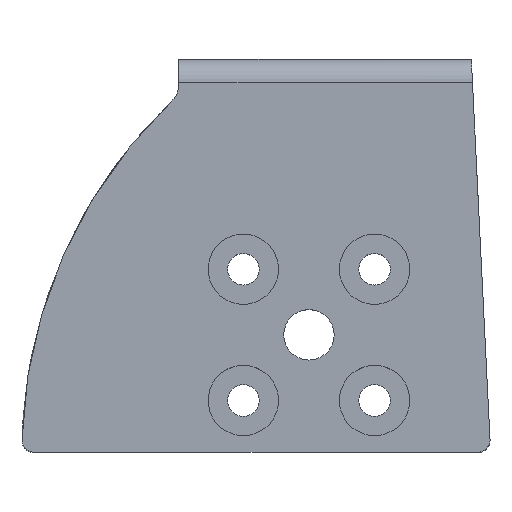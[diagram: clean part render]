
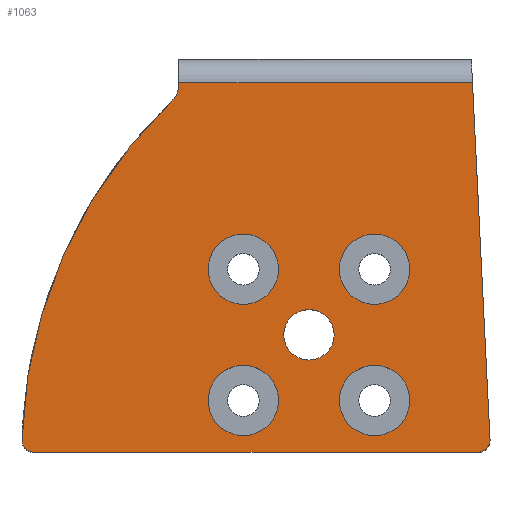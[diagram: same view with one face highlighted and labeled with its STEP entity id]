
A CAD part, top view. The second image highlights one B-rep face of the part: STEP entity #1063.
In plain terms, the highlighted planar face has unit normal (0, 0, 1).
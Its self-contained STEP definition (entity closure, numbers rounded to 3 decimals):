
#49=FACE_BOUND('',#199,.T.);
#50=FACE_BOUND('',#200,.T.);
#51=FACE_BOUND('',#201,.T.);
#52=FACE_BOUND('',#202,.T.);
#53=FACE_BOUND('',#203,.T.);
#68=PLANE('',#1192);
#121=FACE_OUTER_BOUND('',#198,.T.);
#198=EDGE_LOOP('',(#943,#944,#945,#946,#947,#948,#949,#950));
#199=EDGE_LOOP('',(#951));
#200=EDGE_LOOP('',(#952));
#201=EDGE_LOOP('',(#953));
#202=EDGE_LOOP('',(#954));
#203=EDGE_LOOP('',(#955));
#239=CIRCLE('',#1131,2.);
#247=CIRCLE('',#1144,41.411);
#248=CIRCLE('',#1152,1.);
#249=CIRCLE('',#1156,1.);
#253=CIRCLE('',#1173,3.);
#256=CIRCLE('',#1178,3.);
#259=CIRCLE('',#1183,3.);
#262=CIRCLE('',#1188,3.);
#265=CIRCLE('',#1193,2.15);
#299=LINE('',#1773,#365);
#306=LINE('',#1863,#372);
#308=LINE('',#1868,#374);
#326=LINE('',#2104,#392);
#365=VECTOR('',#1341,10.);
#372=VECTOR('',#1368,10.);
#374=VECTOR('',#1374,10.);
#392=VECTOR('',#1480,10.);
#474=VERTEX_POINT('',#1663);
#475=VERTEX_POINT('',#1665);
#479=VERTEX_POINT('',#1772);
#486=VERTEX_POINT('',#1855);
#487=VERTEX_POINT('',#1859);
#489=VERTEX_POINT('',#1867);
#500=VERTEX_POINT('',#1916);
#504=VERTEX_POINT('',#1943);
#508=VERTEX_POINT('',#2068);
#511=VERTEX_POINT('',#2077);
#514=VERTEX_POINT('',#2086);
#517=VERTEX_POINT('',#2095);
#520=VERTEX_POINT('',#2105);
#588=EDGE_CURVE('',#474,#475,#239,.T.);
#597=EDGE_CURVE('',#475,#479,#299,.T.);
#611=EDGE_CURVE('',#486,#474,#247,.T.);
#614=EDGE_CURVE('',#479,#487,#306,.T.);
#616=EDGE_CURVE('',#489,#487,#308,.T.);
#628=EDGE_CURVE('',#489,#500,#248,.T.);
#636=EDGE_CURVE('',#504,#486,#249,.T.);
#651=EDGE_CURVE('',#508,#508,#253,.T.);
#655=EDGE_CURVE('',#511,#511,#256,.T.);
#659=EDGE_CURVE('',#514,#514,#259,.T.);
#663=EDGE_CURVE('',#517,#517,#262,.T.);
#667=EDGE_CURVE('',#504,#500,#326,.T.);
#668=EDGE_CURVE('',#520,#520,#265,.T.);
#943=ORIENTED_EDGE('',*,*,#614,.F.);
#944=ORIENTED_EDGE('',*,*,#597,.F.);
#945=ORIENTED_EDGE('',*,*,#588,.F.);
#946=ORIENTED_EDGE('',*,*,#611,.F.);
#947=ORIENTED_EDGE('',*,*,#636,.F.);
#948=ORIENTED_EDGE('',*,*,#667,.T.);
#949=ORIENTED_EDGE('',*,*,#628,.F.);
#950=ORIENTED_EDGE('',*,*,#616,.T.);
#951=ORIENTED_EDGE('',*,*,#651,.T.);
#952=ORIENTED_EDGE('',*,*,#655,.T.);
#953=ORIENTED_EDGE('',*,*,#659,.T.);
#954=ORIENTED_EDGE('',*,*,#663,.T.);
#955=ORIENTED_EDGE('',*,*,#668,.F.);
#1063=ADVANCED_FACE('',(#121,#49,#50,#51,#52,#53),#68,.F.);
#1131=AXIS2_PLACEMENT_3D('',#1666,#1328,#1329);
#1144=AXIS2_PLACEMENT_3D('',#1857,#1361,#1362);
#1152=AXIS2_PLACEMENT_3D('',#1917,#1387,#1388);
#1156=AXIS2_PLACEMENT_3D('',#1945,#1399,#1400);
#1173=AXIS2_PLACEMENT_3D('',#2069,#1436,#1437);
#1178=AXIS2_PLACEMENT_3D('',#2078,#1447,#1448);
#1183=AXIS2_PLACEMENT_3D('',#2087,#1458,#1459);
#1188=AXIS2_PLACEMENT_3D('',#2096,#1469,#1470);
#1192=AXIS2_PLACEMENT_3D('',#2103,#1478,#1479);
#1193=AXIS2_PLACEMENT_3D('',#2106,#1481,#1482);
#1328=DIRECTION('center_axis',(0.,0.,
1.));
#1329=DIRECTION('ref_axis',(0.92,-0.393,0.));
#1341=DIRECTION('',(0.,1.,0.));
#1361=DIRECTION('center_axis',(0.,0.,
-1.));
#1362=DIRECTION('ref_axis',(-1.,0.,0.));
#1368=DIRECTION('',(1.,0.,0.));
#1374=DIRECTION('',(-0.049,0.999,0.));
#1387=DIRECTION('center_axis',(0.,0.,
-1.));
#1388=DIRECTION('ref_axis',(-0.69,-0.724,0.));
#1399=DIRECTION('center_axis',(0.,0.,
-1.));
#1400=DIRECTION('ref_axis',(0.698,-0.716,0.));
#1436=DIRECTION('center_axis',(0.,0.,
-1.));
#1437=DIRECTION('ref_axis',(1.,0.,0.));
#1447=DIRECTION('center_axis',(0.,0.,
-1.));
#1448=DIRECTION('ref_axis',(1.,0.,0.));
#1458=DIRECTION('center_axis',(0.,0.,
-1.));
#1459=DIRECTION('ref_axis',(1.,0.,0.));
#1469=DIRECTION('center_axis',(0.,0.,
-1.));
#1470=DIRECTION('ref_axis',(1.,0.,0.));
#1478=DIRECTION('center_axis',(0.,0.,
-1.));
#1479=DIRECTION('ref_axis',(1.,0.,0.));
#1480=DIRECTION('',(1.,0.,0.));
#1481=DIRECTION('center_axis',(0.,0.,
1.));
#1482=DIRECTION('ref_axis',(1.,0.,0.));
#1663=CARTESIAN_POINT('',(-7.217,-18.748,-5.831));
#1665=CARTESIAN_POINT('',(-6.6,-17.303,-5.831));
#1666=CARTESIAN_POINT('Origin',(-8.6,-17.303,-5.831));
#1772=CARTESIAN_POINT('',(-6.6,-17.169,-5.831));
#1773=CARTESIAN_POINT('',(-6.6,-18.169,-5.831));
#1855=CARTESIAN_POINT('',(-19.987,-47.644,-5.831));
#1857=CARTESIAN_POINT('Origin',(21.411,-48.669,-5.831));
#1859=CARTESIAN_POINT('',(18.452,-17.169,-5.831));
#1863=CARTESIAN_POINT('',(-3.301,-17.169,-5.831));
#1867=CARTESIAN_POINT('',(19.948,-47.62,-5.831));
#1868=CARTESIAN_POINT('',(20.,-48.669,-5.831));
#1916=CARTESIAN_POINT('',(18.95,-48.669,-5.831));
#1917=CARTESIAN_POINT('Origin',(18.95,-47.669,-5.831));
#1943=CARTESIAN_POINT('',(-18.988,-48.669,-5.831));
#1945=CARTESIAN_POINT('Origin',(-18.988,-47.669,-5.831));
#2068=CARTESIAN_POINT('',(-4.1,-33.069,-5.831));
#2069=CARTESIAN_POINT('Origin',(-1.1,-33.069,-5.831));
#2077=CARTESIAN_POINT('',(7.1,-33.069,-5.831));
#2078=CARTESIAN_POINT('Origin',(10.1,-33.069,-5.831));
#2086=CARTESIAN_POINT('',(-4.1,-44.269,-5.831));
#2087=CARTESIAN_POINT('Origin',(-1.1,-44.269,-5.831));
#2095=CARTESIAN_POINT('',(7.1,-44.269,-5.831));
#2096=CARTESIAN_POINT('Origin',(10.1,-44.269,-5.831));
#2103=CARTESIAN_POINT('Origin',(-0.001,-33.419,
-5.831));
#2104=CARTESIAN_POINT('',(-20.,-48.669,-5.831));
#2105=CARTESIAN_POINT('',(2.35,-38.669,-5.831));
#2106=CARTESIAN_POINT('Origin',(4.5,-38.669,-5.831));
